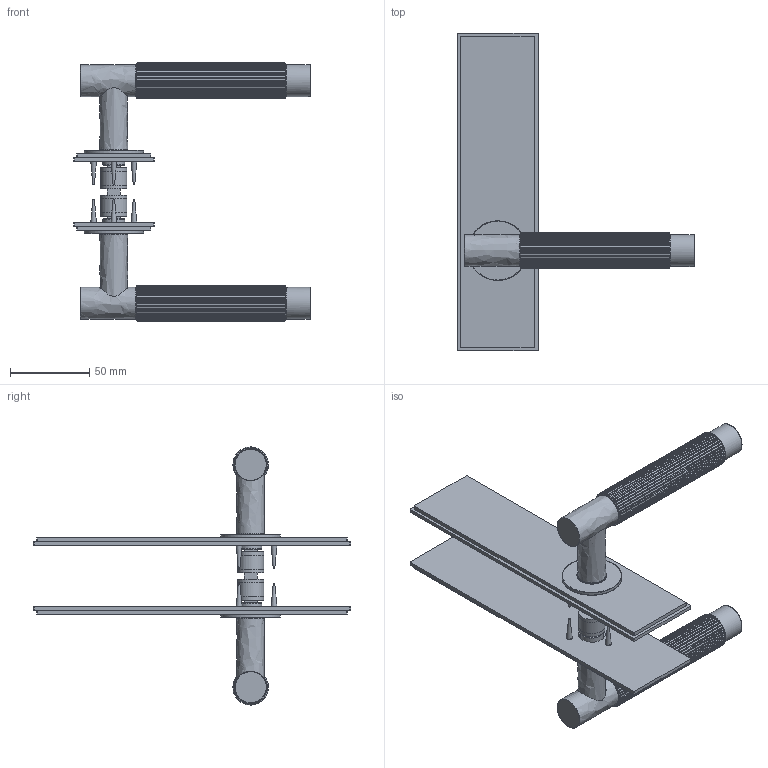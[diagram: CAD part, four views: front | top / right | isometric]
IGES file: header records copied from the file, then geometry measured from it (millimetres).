
Global section: file name: PK6046P1; native system: Autodesk Inventor 2024; preprocessor: unknown; author: adaniels; date: 20250516.115859; units: millimetre
Bounding box: 149.4 x 200 x 162.66 mm (x, y, z)
Volume: 211557.9 mm3; surface area: 113136.5 mm2
Topology: 35 solids, 35 shells, 906 faces, 2518 edges, 1712 vertices
Faces by surface type: bspline 906
